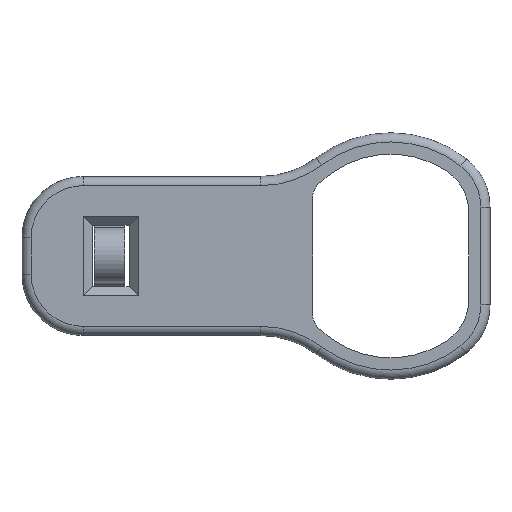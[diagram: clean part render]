
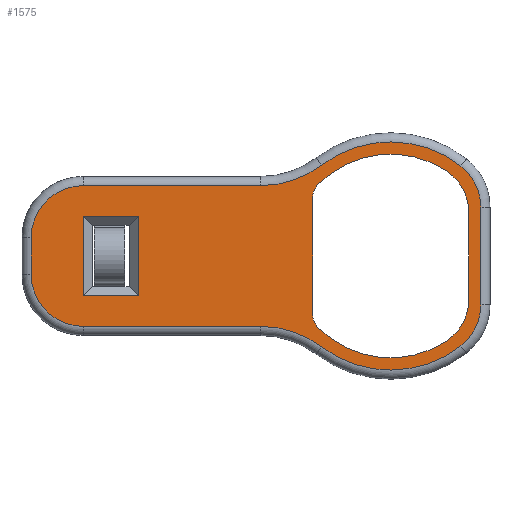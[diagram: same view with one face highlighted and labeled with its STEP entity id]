
A CAD part, front view. The second image highlights one B-rep face of the part: STEP entity #1575.
In plain terms, the highlighted planar face has unit normal (0, -1, 0).
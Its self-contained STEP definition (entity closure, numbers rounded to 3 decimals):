
#203=DIRECTION('',(1.,0.,0.));
#204=VECTOR('',#203,9.);
#205=CARTESIAN_POINT('',(-28.25,0.,6.5));
#206=LINE('',#205,#204);
#207=DIRECTION('',(0.,0.,-1.));
#208=VECTOR('',#207,13.);
#209=CARTESIAN_POINT('',(-28.25,0.,6.5));
#210=LINE('',#209,#208);
#211=DIRECTION('',(-1.,0.,0.));
#212=VECTOR('',#211,9.);
#213=CARTESIAN_POINT('',(-19.25,0.,-6.5));
#214=LINE('',#213,#212);
#215=DIRECTION('',(0.,0.,1.));
#216=VECTOR('',#215,13.);
#217=CARTESIAN_POINT('',(-19.25,0.,-6.5));
#218=LINE('',#217,#216);
#219=CARTESIAN_POINT('',(22.,0.,0.));
#220=DIRECTION('',(0.,1.,0.));
#221=DIRECTION('',(0.549,0.,-0.836));
#222=AXIS2_PLACEMENT_3D('',#219,#220,#221);
#224=CARTESIAN_POINT('',(22.,0.,0.));
#225=DIRECTION('',(0.,1.,0.));
#226=DIRECTION('',(-0.714,0.,0.7));
#227=AXIS2_PLACEMENT_3D('',#224,#225,#226);
#229=DIRECTION('',(0.,0.,1.));
#230=VECTOR('',#229,19.106);
#231=CARTESIAN_POINT('',(9.25,0.,-9.553));
#232=LINE('',#231,#230);
#233=CARTESIAN_POINT('',(-28.25,0.,3.));
#234=DIRECTION('',(0.,-1.,0.));
#235=DIRECTION('',(0.,0.,1.));
#236=AXIS2_PLACEMENT_3D('',#233,#234,#235);
#238=DIRECTION('',(-1.,0.,0.));
#239=VECTOR('',#238,29.001);
#240=CARTESIAN_POINT('',(0.751,0.,11.5));
#241=LINE('',#240,#239);
#242=CARTESIAN_POINT('',(0.751,0.,28.));
#243=DIRECTION('',(0.,1.,0.));
#244=DIRECTION('',(0.605,0.,-0.797));
#245=AXIS2_PLACEMENT_3D('',#242,#243,#244);
#247=CARTESIAN_POINT('',(22.,0.,0.));
#248=DIRECTION('',(0.,-1.,0.));
#249=DIRECTION('',(0.616,0.,0.788));
#250=AXIS2_PLACEMENT_3D('',#247,#248,#249);
#252=CARTESIAN_POINT('',(28.25,0.,7.997));
#253=DIRECTION('',(0.,-1.,0.));
#254=DIRECTION('',(1.,0.,0.));
#255=AXIS2_PLACEMENT_3D('',#252,#253,#254);
#257=DIRECTION('',(0.,0.,1.));
#258=VECTOR('',#257,15.995);
#259=CARTESIAN_POINT('',(36.75,0.,-7.997));
#260=LINE('',#259,#258);
#261=CARTESIAN_POINT('',(28.25,0.,-7.997));
#262=DIRECTION('',(0.,-1.,0.));
#263=DIRECTION('',(0.616,0.,-0.788));
#264=AXIS2_PLACEMENT_3D('',#261,#262,#263);
#266=CARTESIAN_POINT('',(22.,0.,0.));
#267=DIRECTION('',(0.,-1.,0.));
#268=DIRECTION('',(-0.605,0.,-0.797));
#269=AXIS2_PLACEMENT_3D('',#266,#267,#268);
#271=CARTESIAN_POINT('',(0.751,0.,-28.));
#272=DIRECTION('',(0.,1.,0.));
#273=DIRECTION('',(0.,0.,1.));
#274=AXIS2_PLACEMENT_3D('',#271,#272,#273);
#276=DIRECTION('',(1.,0.,0.));
#277=VECTOR('',#276,29.001);
#278=CARTESIAN_POINT('',(-28.25,0.,-11.5));
#279=LINE('',#278,#277);
#280=CARTESIAN_POINT('',(-28.25,0.,-3.));
#281=DIRECTION('',(0.,-1.,0.));
#282=DIRECTION('',(-1.,0.,0.));
#283=AXIS2_PLACEMENT_3D('',#280,#281,#282);
#285=DIRECTION('',(0.,0.,-1.));
#286=VECTOR('',#285,6.);
#287=CARTESIAN_POINT('',(-36.75,0.,3.));
#288=LINE('',#287,#286);
#997=CARTESIAN_POINT('',(12.25,0.,9.553));
#998=DIRECTION('',(0.,1.,0.));
#999=DIRECTION('',(-1.,0.,0.));
#1000=AXIS2_PLACEMENT_3D('',#997,#998,#999);
#1015=CARTESIAN_POINT('',(26.75,0.,7.229));
#1016=DIRECTION('',(0.,1.,0.));
#1017=DIRECTION('',(0.549,0.,0.836));
#1018=AXIS2_PLACEMENT_3D('',#1015,#1016,#1017);
#1024=DIRECTION('',(0.,0.,-1.));
#1025=VECTOR('',#1024,14.458);
#1026=CARTESIAN_POINT('',(34.75,0.,7.229));
#1027=LINE('',#1026,#1025);
#1041=CARTESIAN_POINT('',(26.75,0.,-7.229));
#1042=DIRECTION('',(0.,1.,0.));
#1043=DIRECTION('',(1.,0.,0.));
#1044=AXIS2_PLACEMENT_3D('',#1041,#1042,#1043);
#1059=CARTESIAN_POINT('',(12.25,0.,-9.553));
#1060=DIRECTION('',(0.,1.,0.));
#1061=DIRECTION('',(-0.714,0.,-0.7));
#1062=AXIS2_PLACEMENT_3D('',#1059,#1060,#1061);
#1378=CARTESIAN_POINT('',(-28.25,0.,6.5));
#1379=CARTESIAN_POINT('',(-19.25,0.,6.5));
#1380=VERTEX_POINT('',#1378);
#1381=VERTEX_POINT('',#1379);
#1382=CARTESIAN_POINT('',(-28.25,0.,-6.5));
#1383=VERTEX_POINT('',#1382);
#1386=CARTESIAN_POINT('',(-19.25,0.,-6.5));
#1387=VERTEX_POINT('',#1386);
#1391=CARTESIAN_POINT('',(34.75,0.,7.229));
#1393=VERTEX_POINT('',#1391);
#1395=CARTESIAN_POINT('',(31.143,0.,13.915));
#1397=VERTEX_POINT('',#1395);
#1399=CARTESIAN_POINT('',(10.107,0.,11.653));
#1401=VERTEX_POINT('',#1399);
#1403=CARTESIAN_POINT('',(9.25,0.,9.553));
#1405=VERTEX_POINT('',#1403);
#1407=CARTESIAN_POINT('',(9.25,0.,-9.553));
#1409=VERTEX_POINT('',#1407);
#1411=CARTESIAN_POINT('',(10.107,0.,-11.653));
#1413=VERTEX_POINT('',#1411);
#1415=CARTESIAN_POINT('',(31.143,0.,-13.915));
#1417=VERTEX_POINT('',#1415);
#1419=CARTESIAN_POINT('',(34.75,0.,-7.229));
#1421=VERTEX_POINT('',#1419);
#1438=CARTESIAN_POINT('',(-28.25,0.,11.5));
#1439=CARTESIAN_POINT('',(-36.75,0.,3.));
#1440=VERTEX_POINT('',#1438);
#1441=VERTEX_POINT('',#1439);
#1446=CARTESIAN_POINT('',(-36.75,0.,-3.));
#1447=VERTEX_POINT('',#1446);
#1450=CARTESIAN_POINT('',(-28.25,0.,-11.5));
#1451=VERTEX_POINT('',#1450);
#1454=CARTESIAN_POINT('',(0.751,0.,-11.5));
#1455=VERTEX_POINT('',#1454);
#1458=CARTESIAN_POINT('',(10.726,0.,-14.856));
#1459=VERTEX_POINT('',#1458);
#1462=CARTESIAN_POINT('',(33.484,0.,-14.695));
#1463=VERTEX_POINT('',#1462);
#1466=CARTESIAN_POINT('',(36.75,0.,-7.997));
#1467=VERTEX_POINT('',#1466);
#1470=CARTESIAN_POINT('',(36.75,0.,7.997));
#1471=VERTEX_POINT('',#1470);
#1474=CARTESIAN_POINT('',(33.484,0.,14.695));
#1475=VERTEX_POINT('',#1474);
#1478=CARTESIAN_POINT('',(10.726,0.,
14.856));
#1479=VERTEX_POINT('',#1478);
#1482=CARTESIAN_POINT('',(0.751,0.,11.5));
#1483=VERTEX_POINT('',#1482);
#1517=CARTESIAN_POINT('',(-38.25,0.,-20.15));
#1518=DIRECTION('',(0.,-1.,0.));
#1519=DIRECTION('',(1.,0.,0.));
#1520=AXIS2_PLACEMENT_3D('',#1517,#1518,#1519);
#1521=PLANE('',#1520);
#1523=ORIENTED_EDGE('',*,*,#1522,.F.);
#1525=ORIENTED_EDGE('',*,*,#1524,.F.);
#1527=ORIENTED_EDGE('',*,*,#1526,.F.);
#1529=ORIENTED_EDGE('',*,*,#1528,.F.);
#1531=ORIENTED_EDGE('',*,*,#1530,.F.);
#1533=ORIENTED_EDGE('',*,*,#1532,.F.);
#1535=ORIENTED_EDGE('',*,*,#1534,.F.);
#1537=ORIENTED_EDGE('',*,*,#1536,.F.);
#1539=ORIENTED_EDGE('',*,*,#1538,.F.);
#1541=ORIENTED_EDGE('',*,*,#1540,.F.);
#1543=ORIENTED_EDGE('',*,*,#1542,.F.);
#1544=ORIENTED_EDGE('',*,*,#1507,.F.);
#1545=EDGE_LOOP('',(#1523,#1525,#1527,#1529,#1531,#1533,#1535,#1537,#1539,#1541,
#1543,#1544));
#1546=FACE_OUTER_BOUND('',#1545,.F.);
#1548=ORIENTED_EDGE('',*,*,#1547,.F.);
#1550=ORIENTED_EDGE('',*,*,#1549,.F.);
#1552=ORIENTED_EDGE('',*,*,#1551,.F.);
#1554=ORIENTED_EDGE('',*,*,#1553,.F.);
#1556=ORIENTED_EDGE('',*,*,#1555,.F.);
#1558=ORIENTED_EDGE('',*,*,#1557,.F.);
#1560=ORIENTED_EDGE('',*,*,#1559,.F.);
#1562=ORIENTED_EDGE('',*,*,#1561,.F.);
#1563=EDGE_LOOP('',(#1548,#1550,#1552,#1554,#1556,#1558,#1560,#1562));
#1564=FACE_BOUND('',#1563,.F.);
#1566=ORIENTED_EDGE('',*,*,#1565,.F.);
#1568=ORIENTED_EDGE('',*,*,#1567,.T.);
#1570=ORIENTED_EDGE('',*,*,#1569,.F.);
#1572=ORIENTED_EDGE('',*,*,#1571,.T.);
#1573=EDGE_LOOP('',(#1566,#1568,#1570,#1572));
#1574=FACE_BOUND('',#1573,.F.);
#1575=ADVANCED_FACE('',(#1546,#1564,#1574),#1521,.T.);
#223=CIRCLE('',#222,16.65);
#228=CIRCLE('',#227,16.65);
#237=CIRCLE('',#236,8.5);
#246=CIRCLE('',#245,16.5);
#251=CIRCLE('',#250,18.65);
#256=CIRCLE('',#255,8.5);
#265=CIRCLE('',#264,8.5);
#270=CIRCLE('',#269,18.65);
#275=CIRCLE('',#274,16.5);
#284=CIRCLE('',#283,8.5);
#1001=CIRCLE('',#1000,3.);
#1019=CIRCLE('',#1018,8.);
#1045=CIRCLE('',#1044,8.);
#1063=CIRCLE('',#1062,3.);
#1507=EDGE_CURVE('',#1441,#1447,#288,.T.);
#1522=EDGE_CURVE('',#1440,#1441,#237,.T.);
#1524=EDGE_CURVE('',#1483,#1440,#241,.T.);
#1526=EDGE_CURVE('',#1479,#1483,#246,.T.);
#1528=EDGE_CURVE('',#1475,#1479,#251,.T.);
#1530=EDGE_CURVE('',#1471,#1475,#256,.T.);
#1532=EDGE_CURVE('',#1467,#1471,#260,.T.);
#1534=EDGE_CURVE('',#1463,#1467,#265,.T.);
#1536=EDGE_CURVE('',#1459,#1463,#270,.T.);
#1538=EDGE_CURVE('',#1455,#1459,#275,.T.);
#1540=EDGE_CURVE('',#1451,#1455,#279,.T.);
#1542=EDGE_CURVE('',#1447,#1451,#284,.T.);
#1547=EDGE_CURVE('',#1417,#1413,#223,.T.);
#1549=EDGE_CURVE('',#1421,#1417,#1045,.T.);
#1551=EDGE_CURVE('',#1393,#1421,#1027,.T.);
#1553=EDGE_CURVE('',#1397,#1393,#1019,.T.);
#1555=EDGE_CURVE('',#1401,#1397,#228,.T.);
#1557=EDGE_CURVE('',#1405,#1401,#1001,.T.);
#1559=EDGE_CURVE('',#1409,#1405,#232,.T.);
#1561=EDGE_CURVE('',#1413,#1409,#1063,.T.);
#1565=EDGE_CURVE('',#1380,#1381,#206,.T.);
#1567=EDGE_CURVE('',#1380,#1383,#210,.T.);
#1569=EDGE_CURVE('',#1387,#1383,#214,.T.);
#1571=EDGE_CURVE('',#1387,#1381,#218,.T.);
